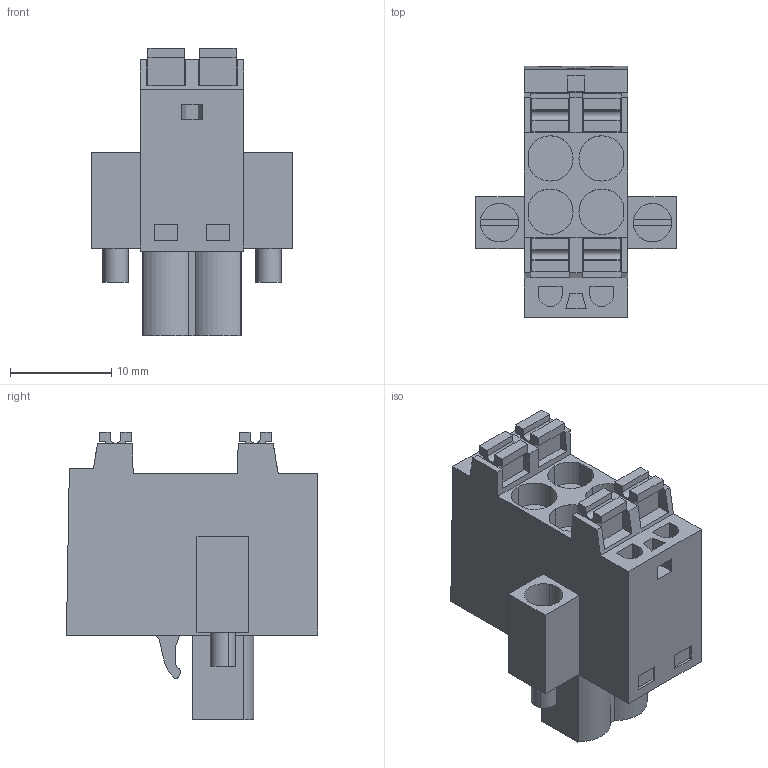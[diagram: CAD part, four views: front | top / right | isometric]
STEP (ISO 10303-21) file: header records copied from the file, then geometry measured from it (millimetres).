
FILE_DESCRIPTION(('CATIA V5 STEP Exchange','CAx-IF Rec.Pracs.--- Model Styling and Organization---1.4--- 2014-01-23'),'2;1');
FILE_NAME ('D1446247_0_1001220000_1001220000.stp','2017-09-09T07:54:39+00:00',('none'),('Weidmueller'),'CATIA Version 5-6 Release 2016','CATIA V5 STEP AP214','none');
FILE_SCHEMA(('AUTOMOTIVE_DESIGN { 1 0 10303 214 1 1 1 1 }'));
Length unit declared in the file: millimetre
Products named in the file (1): 1001220000
Bounding box: 19.78 x 24.75 x 28.33 mm (x, y, z)
Volume: 4750.1 mm3; surface area: 3357.2 mm2
Topology: 7 solids, 7 shells, 266 faces, 691 edges, 461 vertices
Faces by surface type: plane 218, cylinder 48
Entity records: 7605 total; most frequent: ORIENTED_EDGE 1382, CARTESIAN_POINT 1337, DIRECTION 1059, EDGE_CURVE 691, VECTOR 587, LINE 587, VERTEX_POINT 461, EDGE_LOOP 296
